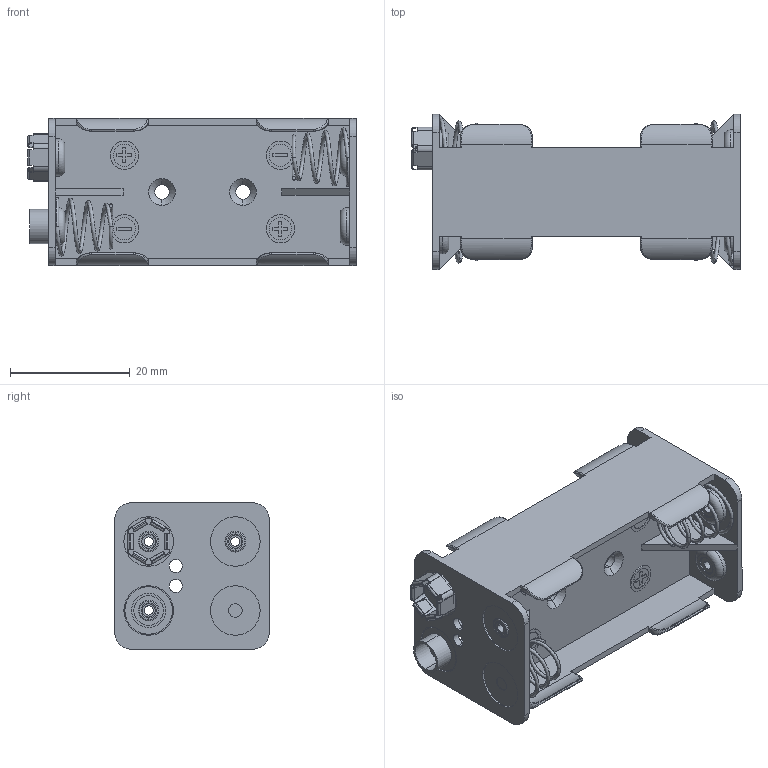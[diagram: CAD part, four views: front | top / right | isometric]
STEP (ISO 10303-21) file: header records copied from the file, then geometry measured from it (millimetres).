
FILE_DESCRIPTION (( 'STEP AP214' ), '1' );
FILE_NAME ('BH24AAASF.STEP', '2019-11-19T14:28:38', ( '' ), ( '' ), 'SwSTEP 2.0', 'SolidWorks 2017', '' );
FILE_SCHEMA (( 'AUTOMOTIVE_DESIGN' ));
Length unit declared in the file: inch
Products named in the file (1): BH24AAASF
Bounding box: 54.78 x 25.85 x 24.51 mm (x, y, z)
Volume: 7424.3 mm3; surface area: 10970.2 mm2
Topology: 9 solids, 9 shells, 768 faces, 1836 edges, 1150 vertices
Faces by surface type: plane 310, cylinder 278, torus 108, bspline 64, cone 8
Entity records: 30750 total; most frequent: CARTESIAN_POINT 12847, DIRECTION 3804, ORIENTED_EDGE 3656, EDGE_CURVE 1828, AXIS2_PLACEMENT_3D 1479, VERTEX_POINT 1146, EDGE_LOOP 868, VECTOR 846
